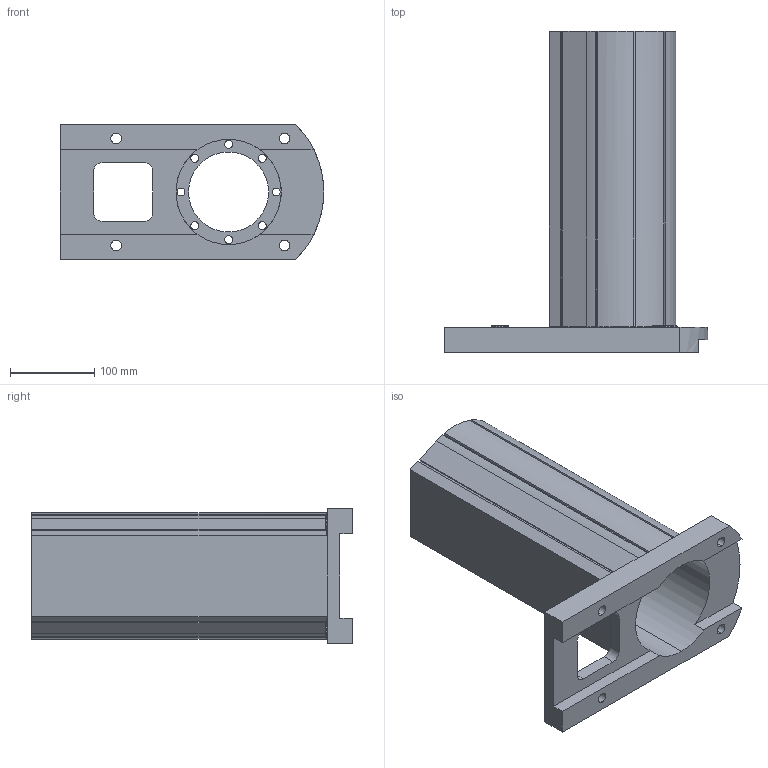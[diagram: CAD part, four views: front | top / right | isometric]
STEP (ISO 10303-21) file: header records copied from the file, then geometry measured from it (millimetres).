
FILE_DESCRIPTION (( 'STEP AP203' ), '1' );
FILE_NAME ('khau0_base_Default_sldprt.STEP', '2023-12-06T03:32:46', ( '' ), ( '' ), 'SwSTEP 2.0', 'SolidWorks 2019', '' );
FILE_SCHEMA (( 'CONFIG_CONTROL_DESIGN' ));
Length unit declared in the file: millimetre
Products named in the file (1): khau0_base_Default_sldprt
Bounding box: 313.14 x 381.07 x 160 mm (x, y, z)
Volume: 2904725.2 mm3; surface area: 447907.2 mm2
Topology: 1 solids, 1 shells, 151 faces, 420 edges, 274 vertices
Faces by surface type: plane 70, cylinder 60, torus 21
Entity records: 5064 total; most frequent: CARTESIAN_POINT 960, DIRECTION 867, ORIENTED_EDGE 840, EDGE_CURVE 420, AXIS2_PLACEMENT_3D 323, VERTEX_POINT 274, VECTOR 221, LINE 221
